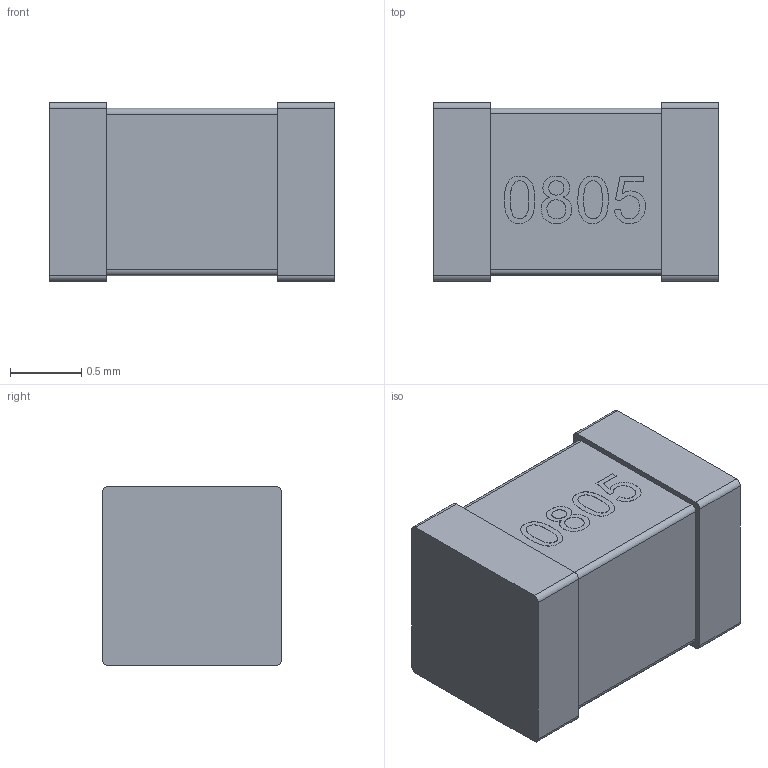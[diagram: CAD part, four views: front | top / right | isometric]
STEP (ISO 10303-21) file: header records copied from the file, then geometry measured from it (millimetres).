
FILE_DESCRIPTION(('FreeCAD Model'),'2;1');
FILE_NAME('0805C.step','2022-09-12T09:07:26' ,('Author'),(''),'Open CASCADE STEP processor 7.3','FreeCAD','Unknown' );
FILE_SCHEMA(('AUTOMOTIVE_DESIGN { 1 0 10303 214 1 1 1 1 }'));
Length unit declared in the file: millimetre
Products named in the file (2): Extrude; C_0805_2012Metric
Bounding box: 2 x 1.25 x 1.25 mm (x, y, z)
Volume: 2.9 mm3; surface area: 13.2 mm2
Topology: 5 solids, 5 shells, 131 faces, 357 edges, 238 vertices
Faces by surface type: extrusion 88, plane 31, cylinder 12
Entity records: 5202 total; most frequent: CARTESIAN_POINT 1255, ORIENTED_EDGE 714, DIRECTION 381, EDGE_CURVE 357, B_SPLINE_CURVE_WITH_KNOTS 264, VECTOR 245, VERTEX_POINT 238, LINE 157
